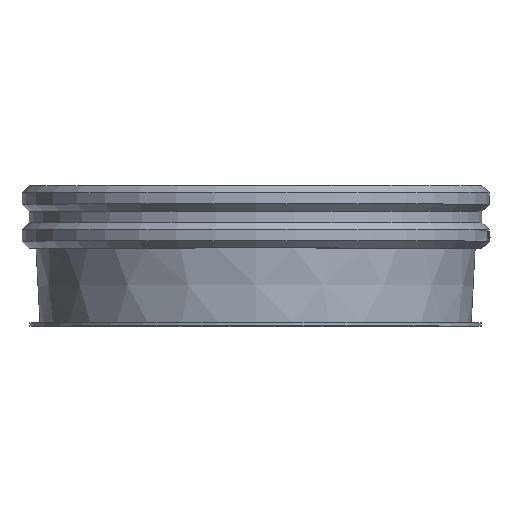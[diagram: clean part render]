
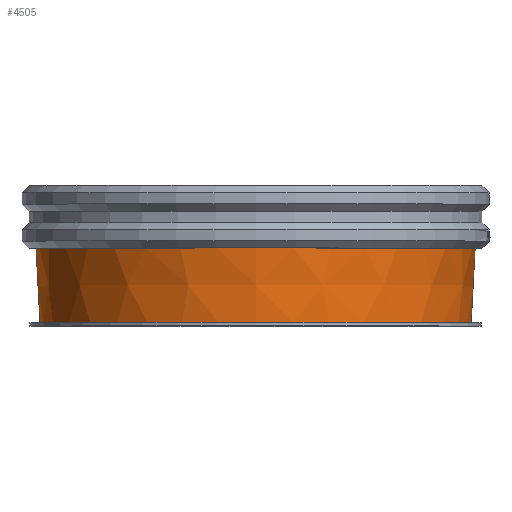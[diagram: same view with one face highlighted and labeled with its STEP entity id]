
A CAD part, top view. The second image highlights one B-rep face of the part: STEP entity #4505.
In plain terms, the highlighted conical face has half-angle 3 degrees and reference radius 128.36 mm.
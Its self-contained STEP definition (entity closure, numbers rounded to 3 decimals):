
#25=CONICAL_SURFACE('',#4859,128.36,0.052);
#598=LINE('',#10218,#947);
#947=VECTOR('',#5890,128.36);
#1256=FACE_OUTER_BOUND('',#1535,.T.);
#1535=EDGE_LOOP('',(#4121,#4122,#4123,#4124));
#1537=CIRCLE('',#4522,127.417);
#1705=CIRCLE('',#4858,129.722);
#1707=VERTEX_POINT('',#5895);
#2141=VERTEX_POINT('',#10215);
#2143=EDGE_CURVE('',#1707,#1707,#1537,.T.);
#2801=EDGE_CURVE('',#2141,#2141,#1705,.T.);
#2802=EDGE_CURVE('',#2141,#1707,#598,.T.);
#4121=ORIENTED_EDGE('',*,*,#2801,.T.);
#4122=ORIENTED_EDGE('',*,*,#2802,.T.);
#4123=ORIENTED_EDGE('',*,*,#2143,.T.);
#4124=ORIENTED_EDGE('',*,*,#2802,.F.);
#4505=ADVANCED_FACE('',(#1256),#25,.T.);
#4522=AXIS2_PLACEMENT_3D('',#5896,#4866,#4867);
#4858=AXIS2_PLACEMENT_3D('',#10216,#5886,#5887);
#4859=AXIS2_PLACEMENT_3D('',#10217,#5888,#5889);
#4866=DIRECTION('center_axis',(0.,1.,0.));
#4867=DIRECTION('ref_axis',(1.,0.,0.));
#5886=DIRECTION('center_axis',(0.,-1.,0.));
#5887=DIRECTION('ref_axis',(1.,0.,0.));
#5888=DIRECTION('center_axis',(0.,1.,0.));
#5889=DIRECTION('ref_axis',(1.,0.,0.));
#5890=DIRECTION('',(0.052,-0.999,0.));
#5895=CARTESIAN_POINT('',(-127.417,8.,0.));
#5896=CARTESIAN_POINT('Origin',(0.,8.,0.));
#10215=CARTESIAN_POINT('',(-129.722,52.,0.));
#10216=CARTESIAN_POINT('Origin',(0.,52.,0.));
#10217=CARTESIAN_POINT('Origin',(0.,26.,0.));
#10218=CARTESIAN_POINT('',(-128.36,26.,0.));
